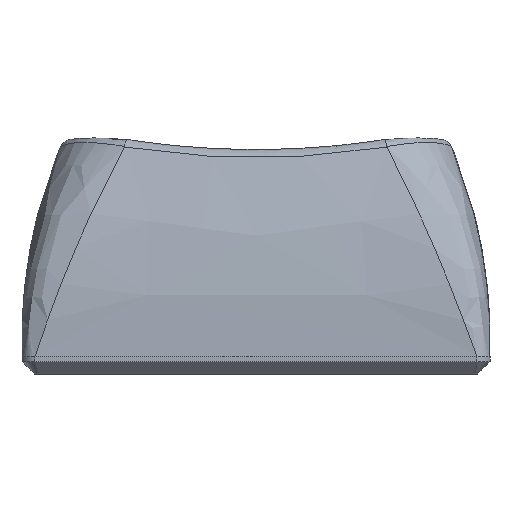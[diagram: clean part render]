
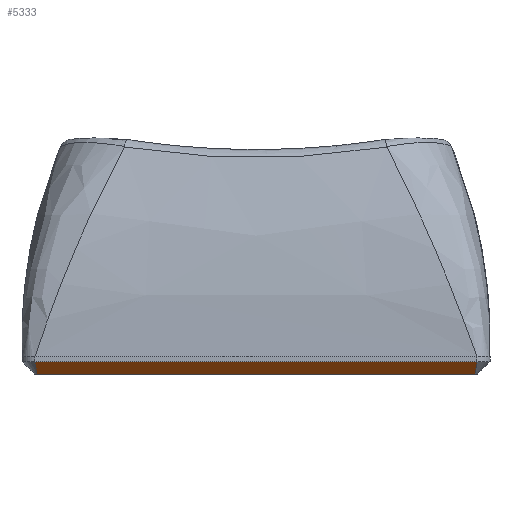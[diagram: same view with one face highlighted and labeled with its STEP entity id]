
A CAD part, front view. The second image highlights one B-rep face of the part: STEP entity #5333.
In plain terms, the highlighted planar face has unit normal (0, -0.707, -0.707).
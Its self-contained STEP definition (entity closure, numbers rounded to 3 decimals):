
#720 = PLANE('',#721);
#721 = AXIS2_PLACEMENT_3D('',#722,#723,#724);
#722 = CARTESIAN_POINT('',(-8.5,-9.,0.672));
#723 = DIRECTION('',(0.,-1.,0.));
#724 = DIRECTION('',(1.,0.,0.));
#1973 = VERTEX_POINT('',#1974);
#1974 = CARTESIAN_POINT('',(-8.5,-9.,0.48));
#2000 = EDGE_CURVE('',#1973,#2001,#2003,.T.);
#2001 = VERTEX_POINT('',#2002);
#2002 = CARTESIAN_POINT('',(8.5,-9.,0.48));
#2003 = SURFACE_CURVE('',#2004,(#2008,#2015),.PCURVE_S1.);
#2004 = LINE('',#2005,#2006);
#2005 = CARTESIAN_POINT('',(-8.5,-9.,0.48));
#2006 = VECTOR('',#2007,1.);
#2007 = DIRECTION('',(1.,0.,0.));
#2008 = PCURVE('',#720,#2009);
#2009 = DEFINITIONAL_REPRESENTATION('',(#2010),#2014);
#2010 = LINE('',#2011,#2012);
#2011 = CARTESIAN_POINT('',(0.,-0.192));
#2012 = VECTOR('',#2013,1.);
#2013 = DIRECTION('',(1.,0.));
#2014 = ( GEOMETRIC_REPRESENTATION_CONTEXT(2) 
PARAMETRIC_REPRESENTATION_CONTEXT() REPRESENTATION_CONTEXT('2D SPACE',''
  ) );
#2015 = PCURVE('',#2016,#2021);
#2016 = PLANE('',#2017);
#2017 = AXIS2_PLACEMENT_3D('',#2018,#2019,#2020);
#2018 = CARTESIAN_POINT('',(-8.5,-8.76,0.24));
#2019 = DIRECTION('',(0.,0.707,0.707)
  );
#2020 = DIRECTION('',(1.,0.,0.));
#2021 = DEFINITIONAL_REPRESENTATION('',(#2022),#2026);
#2022 = LINE('',#2023,#2024);
#2023 = CARTESIAN_POINT('',(0.,-0.339));
#2024 = VECTOR('',#2025,1.);
#2025 = DIRECTION('',(1.,0.));
#2026 = ( GEOMETRIC_REPRESENTATION_CONTEXT(2) 
PARAMETRIC_REPRESENTATION_CONTEXT() REPRESENTATION_CONTEXT('2D SPACE',''
  ) );
#3188 = CONICAL_SURFACE('',#3189,0.7,0.785);
#3189 = AXIS2_PLACEMENT_3D('',#3190,#3191,#3192);
#3190 = CARTESIAN_POINT('',(8.323,-8.323,0.48));
#3191 = DIRECTION('',(-0.,-0.,1.));
#3192 = DIRECTION('',(0.967,-0.253,0.));
#5333 = ADVANCED_FACE('',(#5334),#2016,.F.);
#5334 = FACE_BOUND('',#5335,.F.);
#5335 = EDGE_LOOP('',(#5336,#5371,#5372,#5402));
#5336 = ORIENTED_EDGE('',*,*,#5337,.F.);
#5337 = EDGE_CURVE('',#1973,#5338,#5340,.T.);
#5338 = VERTEX_POINT('',#5339);
#5339 = CARTESIAN_POINT('',(-8.42,-8.52,0.));
#5340 = SURFACE_CURVE('',#5341,(#5346,#5353),.PCURVE_S1.);
#5341 = PARABOLA('',#5342,0.008);
#5342 = AXIS2_PLACEMENT_3D('',#5343,#5344,#5345);
#5343 = CARTESIAN_POINT('',(-8.323,-8.311,
    -0.209));
#5344 = DIRECTION('',(0.,0.707,0.707)
  );
#5345 = DIRECTION('',(0.,-0.707,0.707)
  );
#5346 = PCURVE('',#2016,#5347);
#5347 = DEFINITIONAL_REPRESENTATION('',(#5348),#5352);
#5348 = B_SPLINE_CURVE_WITH_KNOTS('',2,(#5349,#5350,#5351),
  .UNSPECIFIED.,.F.,.F.,(3,3),(-0.177,-0.098),
  .PIECEWISE_BEZIER_KNOTS.);
#5349 = CARTESIAN_POINT('',(0.,-0.339));
#5350 = CARTESIAN_POINT('',(0.04,0.098));
#5351 = CARTESIAN_POINT('',(0.08,0.339));
#5352 = ( GEOMETRIC_REPRESENTATION_CONTEXT(2) 
PARAMETRIC_REPRESENTATION_CONTEXT() REPRESENTATION_CONTEXT('2D SPACE',''
  ) );
#5353 = PCURVE('',#5354,#5359);
#5354 = CONICAL_SURFACE('',#5355,0.7,0.785);
#5355 = AXIS2_PLACEMENT_3D('',#5356,#5357,#5358);
#5356 = CARTESIAN_POINT('',(-8.323,-8.323,0.48));
#5357 = DIRECTION('',(-0.,-0.,1.));
#5358 = DIRECTION('',(-0.253,-0.967,-0.));
#5359 = DEFINITIONAL_REPRESENTATION('',(#5360),#5370);
#5360 = B_SPLINE_CURVE_WITH_KNOTS('',8,(#5361,#5362,#5363,#5364,#5365,
    #5366,#5367,#5368,#5369),.UNSPECIFIED.,.F.,.F.,(9,9),(
    -0.177,-0.098),.PIECEWISE_BEZIER_KNOTS.);
#5361 = CARTESIAN_POINT('',(0.,0.));
#5362 = CARTESIAN_POINT('',(-0.014,-0.077));
#5363 = CARTESIAN_POINT('',(-0.03,-0.15));
#5364 = CARTESIAN_POINT('',(-0.048,-0.217));
#5365 = CARTESIAN_POINT('',(-0.069,-0.28));
#5366 = CARTESIAN_POINT('',(-0.094,-0.337));
#5367 = CARTESIAN_POINT('',(-0.123,-0.39));
#5368 = CARTESIAN_POINT('',(-0.158,-0.437));
#5369 = CARTESIAN_POINT('',(-0.203,-0.48));
#5370 = ( GEOMETRIC_REPRESENTATION_CONTEXT(2) 
PARAMETRIC_REPRESENTATION_CONTEXT() REPRESENTATION_CONTEXT('2D SPACE',''
  ) );
#5371 = ORIENTED_EDGE('',*,*,#2000,.T.);
#5372 = ORIENTED_EDGE('',*,*,#5373,.T.);
#5373 = EDGE_CURVE('',#2001,#5374,#5376,.T.);
#5374 = VERTEX_POINT('',#5375);
#5375 = CARTESIAN_POINT('',(8.42,-8.52,0.));
#5376 = SURFACE_CURVE('',#5377,(#5382,#5389),.PCURVE_S1.);
#5377 = PARABOLA('',#5378,0.008);
#5378 = AXIS2_PLACEMENT_3D('',#5379,#5380,#5381);
#5379 = CARTESIAN_POINT('',(8.323,-8.311,
    -0.209));
#5380 = DIRECTION('',(0.,-0.707,-0.707
    ));
#5381 = DIRECTION('',(0.,-0.707,0.707)
  );
#5382 = PCURVE('',#2016,#5383);
#5383 = DEFINITIONAL_REPRESENTATION('',(#5384),#5388);
#5384 = B_SPLINE_CURVE_WITH_KNOTS('',2,(#5385,#5386,#5387),
  .UNSPECIFIED.,.F.,.F.,(3,3),(-0.177,-0.098),
  .PIECEWISE_BEZIER_KNOTS.);
#5385 = CARTESIAN_POINT('',(17.,-0.339));
#5386 = CARTESIAN_POINT('',(16.96,0.098));
#5387 = CARTESIAN_POINT('',(16.92,0.339));
#5388 = ( GEOMETRIC_REPRESENTATION_CONTEXT(2) 
PARAMETRIC_REPRESENTATION_CONTEXT() REPRESENTATION_CONTEXT('2D SPACE',''
  ) );
#5389 = PCURVE('',#3188,#5390);
#5390 = DEFINITIONAL_REPRESENTATION('',(#5391),#5401);
#5391 = B_SPLINE_CURVE_WITH_KNOTS('',8,(#5392,#5393,#5394,#5395,#5396,
    #5397,#5398,#5399,#5400),.UNSPECIFIED.,.F.,.F.,(9,9),(
    -0.177,-0.098),.PIECEWISE_BEZIER_KNOTS.);
#5392 = CARTESIAN_POINT('',(-1.059,0.));
#5393 = CARTESIAN_POINT('',(-1.045,-0.077));
#5394 = CARTESIAN_POINT('',(-1.029,-0.15));
#5395 = CARTESIAN_POINT('',(-1.01,-0.217));
#5396 = CARTESIAN_POINT('',(-0.99,-0.28));
#5397 = CARTESIAN_POINT('',(-0.965,-0.337));
#5398 = CARTESIAN_POINT('',(-0.936,-0.39));
#5399 = CARTESIAN_POINT('',(-0.901,-0.437));
#5400 = CARTESIAN_POINT('',(-0.856,-0.48));
#5401 = ( GEOMETRIC_REPRESENTATION_CONTEXT(2) 
PARAMETRIC_REPRESENTATION_CONTEXT() REPRESENTATION_CONTEXT('2D SPACE',''
  ) );
#5402 = ORIENTED_EDGE('',*,*,#5403,.F.);
#5403 = EDGE_CURVE('',#5338,#5374,#5404,.T.);
#5404 = SURFACE_CURVE('',#5405,(#5409,#5416),.PCURVE_S1.);
#5405 = LINE('',#5406,#5407);
#5406 = CARTESIAN_POINT('',(-8.5,-8.52,0.));
#5407 = VECTOR('',#5408,1.);
#5408 = DIRECTION('',(1.,0.,0.));
#5409 = PCURVE('',#2016,#5410);
#5410 = DEFINITIONAL_REPRESENTATION('',(#5411),#5415);
#5411 = LINE('',#5412,#5413);
#5412 = CARTESIAN_POINT('',(0.,0.339));
#5413 = VECTOR('',#5414,1.);
#5414 = DIRECTION('',(1.,0.));
#5415 = ( GEOMETRIC_REPRESENTATION_CONTEXT(2) 
PARAMETRIC_REPRESENTATION_CONTEXT() REPRESENTATION_CONTEXT('2D SPACE',''
  ) );
#5416 = PCURVE('',#5417,#5422);
#5417 = PLANE('',#5418);
#5418 = AXIS2_PLACEMENT_3D('',#5419,#5420,#5421);
#5419 = CARTESIAN_POINT('',(8.5,9.,0.));
#5420 = DIRECTION('',(0.,0.,-1.));
#5421 = DIRECTION('',(-1.,0.,0.));
#5422 = DEFINITIONAL_REPRESENTATION('',(#5423),#5427);
#5423 = LINE('',#5424,#5425);
#5424 = CARTESIAN_POINT('',(17.,-17.52));
#5425 = VECTOR('',#5426,1.);
#5426 = DIRECTION('',(-1.,0.));
#5427 = ( GEOMETRIC_REPRESENTATION_CONTEXT(2) 
PARAMETRIC_REPRESENTATION_CONTEXT() REPRESENTATION_CONTEXT('2D SPACE',''
  ) );
